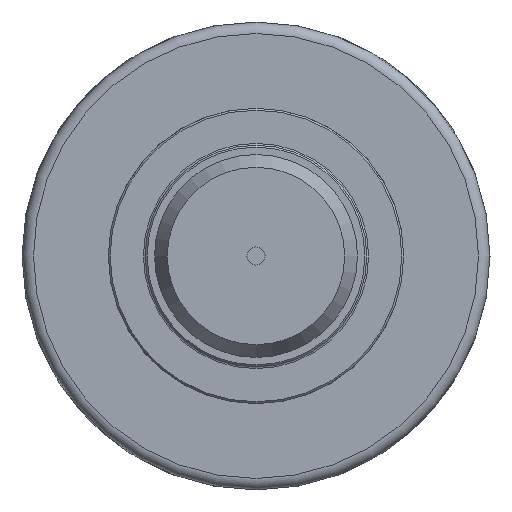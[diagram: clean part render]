
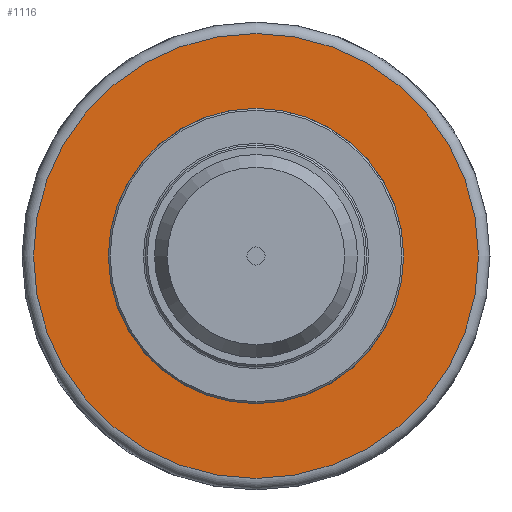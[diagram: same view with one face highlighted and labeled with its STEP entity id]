
A CAD part, left-side view. The second image highlights one B-rep face of the part: STEP entity #1116.
In plain terms, the highlighted planar face has unit normal (-1, 0, 0).
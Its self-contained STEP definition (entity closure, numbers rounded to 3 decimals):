
#39=FACE_BOUND('',#251,.T.);
#69=CIRCLE('',#1227,40.);
#74=CIRCLE('',#1235,60.28);
#75=CIRCLE('',#1236,60.28);
#169=FACE_OUTER_BOUND('',#250,.T.);
#250=EDGE_LOOP('',(#931,#932));
#251=EDGE_LOOP('',(#933));
#527=VERTEX_POINT('',#1864);
#532=VERTEX_POINT('',#1878);
#533=VERTEX_POINT('',#1879);
#668=EDGE_CURVE('',#527,#527,#69,.T.);
#674=EDGE_CURVE('',#532,#533,#74,.T.);
#675=EDGE_CURVE('',#533,#532,#75,.T.);
#931=ORIENTED_EDGE('',*,*,#674,.F.);
#932=ORIENTED_EDGE('',*,*,#675,.F.);
#933=ORIENTED_EDGE('',*,*,#668,.T.);
#1061=PLANE('',#1234);
#1116=ADVANCED_FACE('',(#169,#39),#1061,.T.);
#1227=AXIS2_PLACEMENT_3D('',#1865,#1514,#1515);
#1234=AXIS2_PLACEMENT_3D('',#1877,#1529,#1530);
#1235=AXIS2_PLACEMENT_3D('',#1880,#1531,#1532);
#1236=AXIS2_PLACEMENT_3D('',#1881,#1533,#1534);
#1514=DIRECTION('center_axis',(1.,0.,0.));
#1515=DIRECTION('ref_axis',(0.,0.491,-0.871));
#1529=DIRECTION('center_axis',(-1.,0.,0.));
#1530=DIRECTION('ref_axis',(0.,-1.,0.));
#1531=DIRECTION('center_axis',(1.,0.,0.));
#1532=DIRECTION('ref_axis',(0.,0.,-1.));
#1533=DIRECTION('center_axis',(1.,0.,0.));
#1534=DIRECTION('ref_axis',(0.,0.,-1.));
#1864=CARTESIAN_POINT('',(30.1,-19.621,34.857));
#1865=CARTESIAN_POINT('Origin',(30.1,0.,0.));
#1877=CARTESIAN_POINT('Origin',(30.1,0.,53.989));
#1878=CARTESIAN_POINT('',(30.1,0.,60.28));
#1879=CARTESIAN_POINT('',(30.1,-60.28,0.));
#1880=CARTESIAN_POINT('Origin',(30.1,0.,0.));
#1881=CARTESIAN_POINT('Origin',(30.1,0.,0.));
